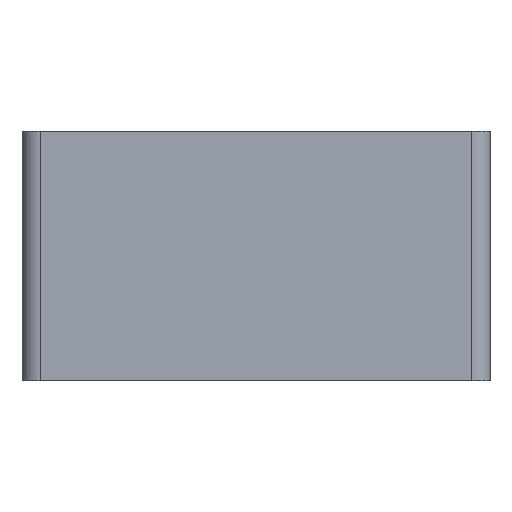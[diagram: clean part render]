
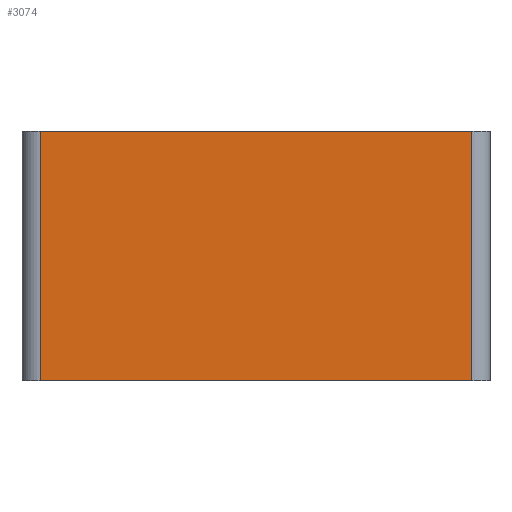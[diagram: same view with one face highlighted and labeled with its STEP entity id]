
A CAD part, left-side view. The second image highlights one B-rep face of the part: STEP entity #3074.
In plain terms, the highlighted planar face has unit normal (-1, 0, 0).
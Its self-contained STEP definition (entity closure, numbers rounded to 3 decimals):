
#1882 = PLANE('',#1883);
#1883 = AXIS2_PLACEMENT_3D('',#1884,#1885,#1886);
#1884 = CARTESIAN_POINT('',(-55.,-37.5,-1.3));
#1885 = DIRECTION('',(0.,0.,1.));
#1886 = DIRECTION('',(1.,0.,0.));
#2628 = EDGE_CURVE('',#2629,#2631,#2633,.T.);
#2629 = VERTEX_POINT('',#2630);
#2630 = CARTESIAN_POINT('',(-56.3,35.8,-1.3));
#2631 = VERTEX_POINT('',#2632);
#2632 = CARTESIAN_POINT('',(-56.3,-35.8,-1.3));
#2633 = SURFACE_CURVE('',#2634,(#2638,#2645),.PCURVE_S1.);
#2634 = LINE('',#2635,#2636);
#2635 = CARTESIAN_POINT('',(-56.3,-37.5,-1.3));
#2636 = VECTOR('',#2637,1.);
#2637 = DIRECTION('',(0.,-1.,0.));
#2638 = PCURVE('',#1882,#2639);
#2639 = DEFINITIONAL_REPRESENTATION('',(#2640),#2644);
#2640 = LINE('',#2641,#2642);
#2641 = CARTESIAN_POINT('',(-1.3,0.));
#2642 = VECTOR('',#2643,1.);
#2643 = DIRECTION('',(0.,-1.));
#2644 = ( GEOMETRIC_REPRESENTATION_CONTEXT(2) 
PARAMETRIC_REPRESENTATION_CONTEXT() REPRESENTATION_CONTEXT('2D SPACE',''
  ) );
#2645 = PCURVE('',#2646,#2651);
#2646 = PLANE('',#2647);
#2647 = AXIS2_PLACEMENT_3D('',#2648,#2649,#2650);
#2648 = CARTESIAN_POINT('',(-56.3,-37.5,0.));
#2649 = DIRECTION('',(1.,0.,0.));
#2650 = DIRECTION('',(0.,0.,1.));
#2651 = DEFINITIONAL_REPRESENTATION('',(#2652),#2656);
#2652 = LINE('',#2653,#2654);
#2653 = CARTESIAN_POINT('',(-1.3,0.));
#2654 = VECTOR('',#2655,1.);
#2655 = DIRECTION('',(0.,1.));
#2656 = ( GEOMETRIC_REPRESENTATION_CONTEXT(2) 
PARAMETRIC_REPRESENTATION_CONTEXT() REPRESENTATION_CONTEXT('2D SPACE',''
  ) );
#2675 = CYLINDRICAL_SURFACE('',#2676,3.);
#2676 = AXIS2_PLACEMENT_3D('',#2677,#2678,#2679);
#2677 = CARTESIAN_POINT('',(-53.3,-35.8,-1.3));
#2678 = DIRECTION('',(0.,0.,1.));
#2679 = DIRECTION('',(-1.,0.,0.));
#2848 = CYLINDRICAL_SURFACE('',#2849,3.);
#2849 = AXIS2_PLACEMENT_3D('',#2850,#2851,#2852);
#2850 = CARTESIAN_POINT('',(-53.3,35.8,-1.3));
#2851 = DIRECTION('',(0.,0.,1.));
#2852 = DIRECTION('',(-1.,0.,0.));
#2895 = PLANE('',#2896);
#2896 = AXIS2_PLACEMENT_3D('',#2897,#2898,#2899);
#2897 = CARTESIAN_POINT('',(-55.,-37.5,40.));
#2898 = DIRECTION('',(0.,0.,1.));
#2899 = DIRECTION('',(1.,0.,0.));
#3074 = ADVANCED_FACE('',(#3075),#2646,.F.);
#3075 = FACE_BOUND('',#3076,.F.);
#3076 = EDGE_LOOP('',(#3077,#3078,#3101,#3124));
#3077 = ORIENTED_EDGE('',*,*,#2628,.F.);
#3078 = ORIENTED_EDGE('',*,*,#3079,.T.);
#3079 = EDGE_CURVE('',#2629,#3080,#3082,.T.);
#3080 = VERTEX_POINT('',#3081);
#3081 = CARTESIAN_POINT('',(-56.3,35.8,40.));
#3082 = SURFACE_CURVE('',#3083,(#3087,#3094),.PCURVE_S1.);
#3083 = LINE('',#3084,#3085);
#3084 = CARTESIAN_POINT('',(-56.3,35.8,-1.3));
#3085 = VECTOR('',#3086,1.);
#3086 = DIRECTION('',(0.,0.,1.));
#3087 = PCURVE('',#2646,#3088);
#3088 = DEFINITIONAL_REPRESENTATION('',(#3089),#3093);
#3089 = LINE('',#3090,#3091);
#3090 = CARTESIAN_POINT('',(-1.3,-73.3));
#3091 = VECTOR('',#3092,1.);
#3092 = DIRECTION('',(1.,0.));
#3093 = ( GEOMETRIC_REPRESENTATION_CONTEXT(2) 
PARAMETRIC_REPRESENTATION_CONTEXT() REPRESENTATION_CONTEXT('2D SPACE',''
  ) );
#3094 = PCURVE('',#2848,#3095);
#3095 = DEFINITIONAL_REPRESENTATION('',(#3096),#3100);
#3096 = LINE('',#3097,#3098);
#3097 = CARTESIAN_POINT('',(-0.,0.));
#3098 = VECTOR('',#3099,1.);
#3099 = DIRECTION('',(-0.,1.));
#3100 = ( GEOMETRIC_REPRESENTATION_CONTEXT(2) 
PARAMETRIC_REPRESENTATION_CONTEXT() REPRESENTATION_CONTEXT('2D SPACE',''
  ) );
#3101 = ORIENTED_EDGE('',*,*,#3102,.F.);
#3102 = EDGE_CURVE('',#3103,#3080,#3105,.T.);
#3103 = VERTEX_POINT('',#3104);
#3104 = CARTESIAN_POINT('',(-56.3,-35.8,40.));
#3105 = SURFACE_CURVE('',#3106,(#3110,#3117),.PCURVE_S1.);
#3106 = LINE('',#3107,#3108);
#3107 = CARTESIAN_POINT('',(-56.3,-37.5,40.));
#3108 = VECTOR('',#3109,1.);
#3109 = DIRECTION('',(0.,1.,0.));
#3110 = PCURVE('',#2646,#3111);
#3111 = DEFINITIONAL_REPRESENTATION('',(#3112),#3116);
#3112 = LINE('',#3113,#3114);
#3113 = CARTESIAN_POINT('',(40.,0.));
#3114 = VECTOR('',#3115,1.);
#3115 = DIRECTION('',(0.,-1.));
#3116 = ( GEOMETRIC_REPRESENTATION_CONTEXT(2) 
PARAMETRIC_REPRESENTATION_CONTEXT() REPRESENTATION_CONTEXT('2D SPACE',''
  ) );
#3117 = PCURVE('',#2895,#3118);
#3118 = DEFINITIONAL_REPRESENTATION('',(#3119),#3123);
#3119 = LINE('',#3120,#3121);
#3120 = CARTESIAN_POINT('',(-1.3,0.));
#3121 = VECTOR('',#3122,1.);
#3122 = DIRECTION('',(0.,1.));
#3123 = ( GEOMETRIC_REPRESENTATION_CONTEXT(2) 
PARAMETRIC_REPRESENTATION_CONTEXT() REPRESENTATION_CONTEXT('2D SPACE',''
  ) );
#3124 = ORIENTED_EDGE('',*,*,#3125,.F.);
#3125 = EDGE_CURVE('',#2631,#3103,#3126,.T.);
#3126 = SURFACE_CURVE('',#3127,(#3131,#3138),.PCURVE_S1.);
#3127 = LINE('',#3128,#3129);
#3128 = CARTESIAN_POINT('',(-56.3,-35.8,-1.3));
#3129 = VECTOR('',#3130,1.);
#3130 = DIRECTION('',(0.,0.,1.));
#3131 = PCURVE('',#2646,#3132);
#3132 = DEFINITIONAL_REPRESENTATION('',(#3133),#3137);
#3133 = LINE('',#3134,#3135);
#3134 = CARTESIAN_POINT('',(-1.3,-1.7));
#3135 = VECTOR('',#3136,1.);
#3136 = DIRECTION('',(1.,0.));
#3137 = ( GEOMETRIC_REPRESENTATION_CONTEXT(2) 
PARAMETRIC_REPRESENTATION_CONTEXT() REPRESENTATION_CONTEXT('2D SPACE',''
  ) );
#3138 = PCURVE('',#2675,#3139);
#3139 = DEFINITIONAL_REPRESENTATION('',(#3140),#3144);
#3140 = LINE('',#3141,#3142);
#3141 = CARTESIAN_POINT('',(0.,0.));
#3142 = VECTOR('',#3143,1.);
#3143 = DIRECTION('',(0.,1.));
#3144 = ( GEOMETRIC_REPRESENTATION_CONTEXT(2) 
PARAMETRIC_REPRESENTATION_CONTEXT() REPRESENTATION_CONTEXT('2D SPACE',''
  ) );
